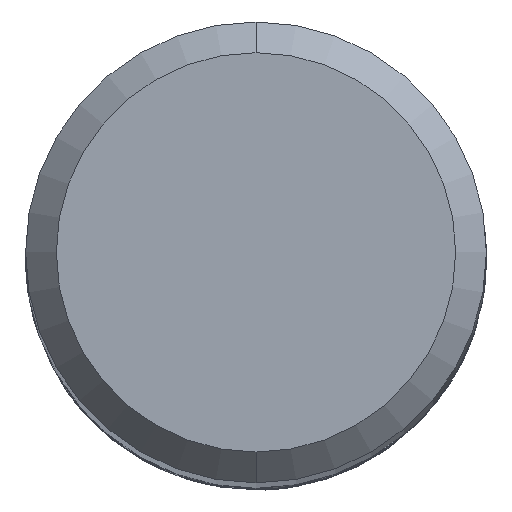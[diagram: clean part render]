
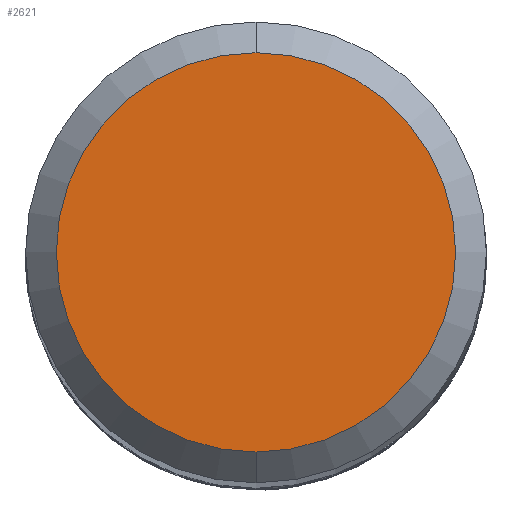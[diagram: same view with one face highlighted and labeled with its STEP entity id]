
A CAD part, top view. The second image highlights one B-rep face of the part: STEP entity #2621.
In plain terms, the highlighted planar face has unit normal (0, 0, 1).
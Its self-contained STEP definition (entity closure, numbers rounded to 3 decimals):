
#1129=EDGE_CURVE('',#1893,#2747,#3191,.T.);
#1893=VERTEX_POINT('',#4016);
#2399=EDGE_CURVE('',#2747,#1893,#4567,.T.);
#2621=ADVANCED_FACE('',(#4816),#4817,.T.);
#2747=VERTEX_POINT('',#4955);
#3191=CIRCLE('',#6085,2.6);
#4016=CARTESIAN_POINT('',(0.0,2.6,0.0));
#4567=CIRCLE('',#18123,2.6);
#4816=FACE_OUTER_BOUND('',#19755,.T.);
#4817=PLANE('',#19756);
#4955=CARTESIAN_POINT('',(0.,-2.6,0.0));
#6085=AXIS2_PLACEMENT_3D('',#23172,#23173,#23174);
#18123=AXIS2_PLACEMENT_3D('',#24540,#24541,#24542);
#19755=EDGE_LOOP('',(#24861,#24862));
#19756=AXIS2_PLACEMENT_3D('',#24863,#24864,#24865);
#23172=CARTESIAN_POINT('',(0.0,0.0,0.0));
#23173=DIRECTION('',(0.0,0.0,-1.0));
#23174=DIRECTION('',(0.0,1.0,0.0));
#24540=CARTESIAN_POINT('',(0.0,0.0,0.0));
#24541=DIRECTION('',(0.0,0.0,-1.0));
#24542=DIRECTION('',(0.0,1.0,0.0));
#24861=ORIENTED_EDGE('',*,*,#1129,.F.);
#24862=ORIENTED_EDGE('',*,*,#2399,.F.);
#24863=CARTESIAN_POINT('',(0.0,1.3,0.0));
#24864=DIRECTION('',(-0.0,0.0,1.0));
#24865=DIRECTION('',(0.0,-1.0,0.0));
